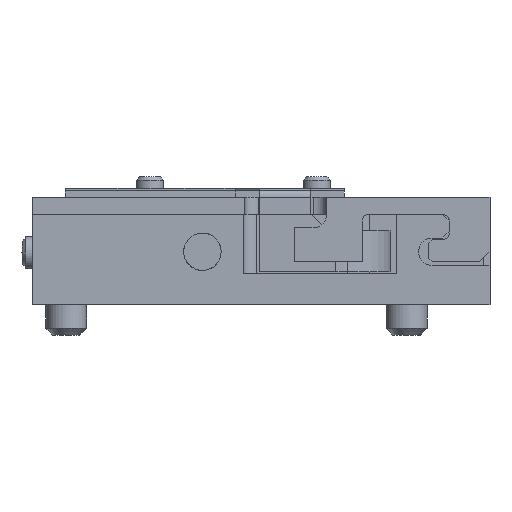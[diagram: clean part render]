
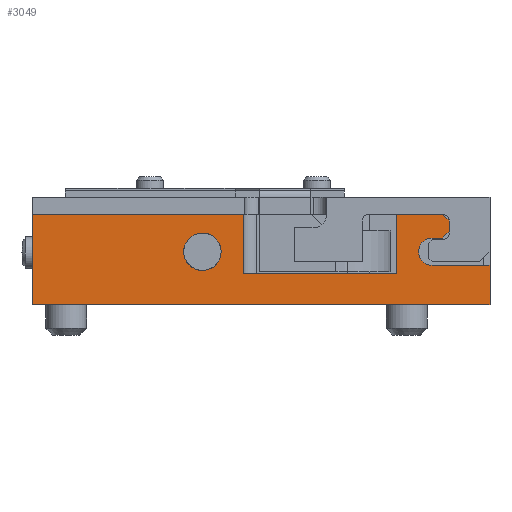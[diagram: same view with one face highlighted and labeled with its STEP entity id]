
A CAD part, front view. The second image highlights one B-rep face of the part: STEP entity #3049.
In plain terms, the highlighted planar face has unit normal (0, -1, 0).
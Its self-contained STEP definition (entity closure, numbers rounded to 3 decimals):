
#2478 = VERTEX_POINT ( 'NONE', #5014 ) ;
#2496 = VERTEX_POINT ( 'NONE', #5148 ) ;
#2497 = EDGE_CURVE ( 'NONE', #2607, #2496, #5149, .T. ) ;
#2566 = EDGE_CURVE ( 'NONE', #2478, #2496, #5596, .T. ) ;
#2574 = VERTEX_POINT ( 'NONE', #5527 ) ;
#2576 = EDGE_CURVE ( 'NONE', #2574, #2577, #5522, .T. ) ;
#2577 = VERTEX_POINT ( 'NONE', #5521 ) ;
#2579 = EDGE_CURVE ( 'NONE', #2574, #2607, #5416, .T. ) ;
#2607 = VERTEX_POINT ( 'NONE', #5402 ) ;
#2937 = VERTEX_POINT ( 'NONE', #5726 ) ;
#3024 = EDGE_CURVE ( 'NONE', #3030, #3181, #5985, .T. ) ;
#3030 = VERTEX_POINT ( 'NONE', #5959 ) ;
#3046 = EDGE_CURVE ( 'NONE', #3124, #3212, #5858, .T. ) ;
#3047 = VERTEX_POINT ( 'NONE', #5859 ) ;
#3048 = EDGE_CURVE ( 'NONE', #3124, #3047, #5853, .T. ) ;
#3049 = ADVANCED_FACE ( 'NONE', ( #5862, #5819 ), #5821, .F. ) ;
#3050 = ORIENTED_EDGE ( 'NONE', *, *, #3106, .F. ) ;
#3051 = EDGE_CURVE ( 'NONE', #3216, #3215, #5848, .T. ) ;
#3052 = ORIENTED_EDGE ( 'NONE', *, *, #3053, .F. ) ;
#3053 = EDGE_CURVE ( 'NONE', #3071, #3212, #5843, .T. ) ;
#3054 = ORIENTED_EDGE ( 'NONE', *, *, #3051, .F. ) ;
#3055 = EDGE_LOOP ( 'NONE', ( #3110, #3112, #3052, #3111, #3080, #3113, #3083, #3081, #3087, #3096, #3086, #3099, #3085, #3101, #3103 ) ) ;
#3068 = EDGE_LOOP ( 'NONE', ( #3050, #3054 ) ) ;
#3071 = VERTEX_POINT ( 'NONE', #6119 ) ;
#3080 = ORIENTED_EDGE ( 'NONE', *, *, #3234, .T. ) ;
#3081 = ORIENTED_EDGE ( 'NONE', *, *, #3084, .T. ) ;
#3082 = EDGE_CURVE ( 'NONE', #3123, #2937, #6123, .T. ) ;
#3083 = ORIENTED_EDGE ( 'NONE', *, *, #3082, .F. ) ;
#3084 = EDGE_CURVE ( 'NONE', #3123, #3030, #6068, .T. ) ;
#3085 = ORIENTED_EDGE ( 'NONE', *, *, #2497, .T. ) ;
#3086 = ORIENTED_EDGE ( 'NONE', *, *, #2576, .F. ) ;
#3087 = ORIENTED_EDGE ( 'NONE', *, *, #3024, .T. ) ;
#3096 = ORIENTED_EDGE ( 'NONE', *, *, #3190, .F. ) ;
#3099 = ORIENTED_EDGE ( 'NONE', *, *, #2579, .T. ) ;
#3100 = EDGE_CURVE ( 'NONE', #2478, #3047, #6188, .T. ) ;
#3101 = ORIENTED_EDGE ( 'NONE', *, *, #2566, .F. ) ;
#3103 = ORIENTED_EDGE ( 'NONE', *, *, #3100, .T. ) ;
#3106 = EDGE_CURVE ( 'NONE', #3215, #3216, #6060, .T. ) ;
#3110 = ORIENTED_EDGE ( 'NONE', *, *, #3048, .F. ) ;
#3111 = ORIENTED_EDGE ( 'NONE', *, *, #3122, .F. ) ;
#3112 = ORIENTED_EDGE ( 'NONE', *, *, #3046, .T. ) ;
#3113 = ORIENTED_EDGE ( 'NONE', *, *, #3238, .F. ) ;
#3122 = EDGE_CURVE ( 'NONE', #3233, #3071, #6130, .T. ) ;
#3123 = VERTEX_POINT ( 'NONE', #6182 ) ;
#3124 = VERTEX_POINT ( 'NONE', #6165 ) ;
#3181 = VERTEX_POINT ( 'NONE', #6047 ) ;
#3190 = EDGE_CURVE ( 'NONE', #2577, #3181, #6027, .T. ) ;
#3212 = VERTEX_POINT ( 'NONE', #6143 ) ;
#3215 = VERTEX_POINT ( 'NONE', #6098 ) ;
#3216 = VERTEX_POINT ( 'NONE', #6103 ) ;
#3232 = VERTEX_POINT ( 'NONE', #5333 ) ;
#3233 = VERTEX_POINT ( 'NONE', #5334 ) ;
#3234 = EDGE_CURVE ( 'NONE', #3233, #3232, #5331, .T. ) ;
#3238 = EDGE_CURVE ( 'NONE', #2937, #3232, #5286, .T. ) ;
#5014 = CARTESIAN_POINT ( 'NONE',  ( -1.4, 0., 1.95 ) ) ;
#5148 = CARTESIAN_POINT ( 'NONE',  ( -1.7, 0., 1.95 ) ) ;
#5149 = CIRCLE ( 'NONE', #5175, 0.4 ) ;
#5172 = DIRECTION ( 'NONE',  ( -1., 0., 0. ) ) ;
#5173 = DIRECTION ( 'NONE',  ( 0., 1., 0. ) ) ;
#5174 = CARTESIAN_POINT ( 'NONE',  ( -1.7, 0., 1.55 ) ) ;
#5175 = AXIS2_PLACEMENT_3D ( 'NONE', #5174, #5173, #5172 ) ;
#5182 = DIRECTION ( 'NONE',  ( -1., 0., 0. ) ) ;
#5183 = VECTOR ( 'NONE', #5182, 1000. ) ;
#5283 = DIRECTION ( 'NONE',  ( 0., 0., -1. ) ) ;
#5284 = VECTOR ( 'NONE', #5283, 1000. ) ;
#5285 = CARTESIAN_POINT ( 'NONE',  ( -7.25, 0., 2.65 ) ) ;
#5286 = LINE ( 'NONE', #5285, #5284 ) ;
#5330 = CARTESIAN_POINT ( 'NONE',  ( -3.55, 0., 0.9 ) ) ;
#5331 = LINE ( 'NONE', #5330, #5183 ) ;
#5333 = CARTESIAN_POINT ( 'NONE',  ( -7.25, 0., 0.9 ) ) ;
#5334 = CARTESIAN_POINT ( 'NONE',  ( -2.75, 0., 0.9 ) ) ;
#5402 = CARTESIAN_POINT ( 'NONE',  ( -2.1, 0., 1.55 ) ) ;
#5416 = CIRCLE ( 'NONE', #5526, 0.4 ) ;
#5424 = DIRECTION ( 'NONE',  ( -1., 0., 0. ) ) ;
#5425 = VECTOR ( 'NONE', #5424, 1000. ) ;
#5426 = CARTESIAN_POINT ( 'NONE',  ( -1.2, 0., 1.95 ) ) ;
#5513 = DIRECTION ( 'NONE',  ( -1., 0., 0. ) ) ;
#5514 = DIRECTION ( 'NONE',  ( 0., 1., 0. ) ) ;
#5517 = DIRECTION ( 'NONE',  ( 1., 0., 0. ) ) ;
#5518 = VECTOR ( 'NONE', #5517, 1000. ) ;
#5519 = CARTESIAN_POINT ( 'NONE',  ( -2.1, 0., 1.15 ) ) ;
#5520 = CARTESIAN_POINT ( 'NONE',  ( -1.7, 0., 1.55 ) ) ;
#5521 = CARTESIAN_POINT ( 'NONE',  ( 0., 0., 1.15 ) ) ;
#5522 = LINE ( 'NONE', #5519, #5518 ) ;
#5526 = AXIS2_PLACEMENT_3D ( 'NONE', #5520, #5514, #5513 ) ;
#5527 = CARTESIAN_POINT ( 'NONE',  ( -1.7, 0., 1.15 ) ) ;
#5596 = LINE ( 'NONE', #5426, #5425 ) ;
#5726 = CARTESIAN_POINT ( 'NONE',  ( -7.25, 0., 2.65 ) ) ;
#5815 = CARTESIAN_POINT ( 'NONE',  ( 0., 0., 2.65 ) ) ;
#5819 = FACE_OUTER_BOUND ( 'NONE', #3055, .T. ) ;
#5821 = PLANE ( 'NONE',  #5849 ) ;
#5835 = DIRECTION ( 'NONE',  ( 1., 0., 0. ) ) ;
#5836 = VECTOR ( 'NONE', #5835, 1000. ) ;
#5838 = DIRECTION ( 'NONE',  ( 1., 0., 0. ) ) ;
#5839 = DIRECTION ( 'NONE',  ( 0., -1., 0. ) ) ;
#5840 = CARTESIAN_POINT ( 'NONE',  ( -8.45, 0., 1.55 ) ) ;
#5842 = CARTESIAN_POINT ( 'NONE',  ( 0., 0., 2.65 ) ) ;
#5843 = LINE ( 'NONE', #5842, #5836 ) ;
#5844 = DIRECTION ( 'NONE',  ( -1., 0., 0. ) ) ;
#5845 = AXIS2_PLACEMENT_3D ( 'NONE', #5840, #5839, #5838 ) ;
#5848 = CIRCLE ( 'NONE', #5845, 0.55 ) ;
#5849 = AXIS2_PLACEMENT_3D ( 'NONE', #5815, #5863, #5844 ) ;
#5850 = DIRECTION ( 'NONE',  ( 0., 0., -1. ) ) ;
#5851 = VECTOR ( 'NONE', #5850, 1000. ) ;
#5852 = CARTESIAN_POINT ( 'NONE',  ( -1.2, 0., 2.65 ) ) ;
#5853 = LINE ( 'NONE', #5852, #5851 ) ;
#5855 = DIRECTION ( 'NONE',  ( -0.707, 0., 0.707 ) ) ;
#5856 = VECTOR ( 'NONE', #5855, 1000. ) ;
#5857 = CARTESIAN_POINT ( 'NONE',  ( -1.2, 0., 2.45 ) ) ;
#5858 = LINE ( 'NONE', #5857, #5856 ) ;
#5859 = CARTESIAN_POINT ( 'NONE',  ( -1.2, 0., 2.15 ) ) ;
#5862 = FACE_BOUND ( 'NONE', #3068, .T. ) ;
#5863 = DIRECTION ( 'NONE',  ( 0., 1., 0. ) ) ;
#5959 = CARTESIAN_POINT ( 'NONE',  ( -13.45, 0., 0. ) ) ;
#5967 = DIRECTION ( 'NONE',  ( 1., 0., 0. ) ) ;
#5968 = VECTOR ( 'NONE', #5967, 1000. ) ;
#5984 = CARTESIAN_POINT ( 'NONE',  ( 0., 0., 0. ) ) ;
#5985 = LINE ( 'NONE', #5984, #5968 ) ;
#6024 = DIRECTION ( 'NONE',  ( 0., 0., -1. ) ) ;
#6025 = VECTOR ( 'NONE', #6024, 1000. ) ;
#6026 = CARTESIAN_POINT ( 'NONE',  ( 0., 0., 2.65 ) ) ;
#6027 = LINE ( 'NONE', #6026, #6025 ) ;
#6047 = CARTESIAN_POINT ( 'NONE',  ( 0., 0., 0. ) ) ;
#6060 = CIRCLE ( 'NONE', #6175, 0.55 ) ;
#6065 = DIRECTION ( 'NONE',  ( 0., 0., -1. ) ) ;
#6066 = VECTOR ( 'NONE', #6065, 1000. ) ;
#6067 = CARTESIAN_POINT ( 'NONE',  ( -13.45, 0., 2.65 ) ) ;
#6068 = LINE ( 'NONE', #6067, #6066 ) ;
#6072 = DIRECTION ( 'NONE',  ( 1., 0., 0. ) ) ;
#6074 = VECTOR ( 'NONE', #6072, 1000. ) ;
#6098 = CARTESIAN_POINT ( 'NONE',  ( -7.9, 0., 1.55 ) ) ;
#6103 = CARTESIAN_POINT ( 'NONE',  ( -9., 0., 1.55 ) ) ;
#6119 = CARTESIAN_POINT ( 'NONE',  ( -2.75, 0., 2.65 ) ) ;
#6122 = CARTESIAN_POINT ( 'NONE',  ( 0., 0., 2.65 ) ) ;
#6123 = LINE ( 'NONE', #6122, #6074 ) ;
#6127 = DIRECTION ( 'NONE',  ( 0., 0., 1. ) ) ;
#6128 = VECTOR ( 'NONE', #6127, 1000. ) ;
#6129 = CARTESIAN_POINT ( 'NONE',  ( -2.75, 0., -2.076 ) ) ;
#6130 = LINE ( 'NONE', #6129, #6128 ) ;
#6143 = CARTESIAN_POINT ( 'NONE',  ( -1.4, 0., 2.65 ) ) ;
#6165 = CARTESIAN_POINT ( 'NONE',  ( -1.2, 0., 2.45 ) ) ;
#6173 = DIRECTION ( 'NONE',  ( 1., 0., 0. ) ) ;
#6174 = DIRECTION ( 'NONE',  ( 0., -1., 0. ) ) ;
#6175 = AXIS2_PLACEMENT_3D ( 'NONE', #6183, #6174, #6173 ) ;
#6182 = CARTESIAN_POINT ( 'NONE',  ( -13.45, 0., 2.65 ) ) ;
#6183 = CARTESIAN_POINT ( 'NONE',  ( -8.45, 0., 1.55 ) ) ;
#6185 = DIRECTION ( 'NONE',  ( 0.707, 0., 0.707 ) ) ;
#6186 = VECTOR ( 'NONE', #6185, 1000. ) ;
#6187 = CARTESIAN_POINT ( 'NONE',  ( -1.4, 0., 1.95 ) ) ;
#6188 = LINE ( 'NONE', #6187, #6186 ) ;
